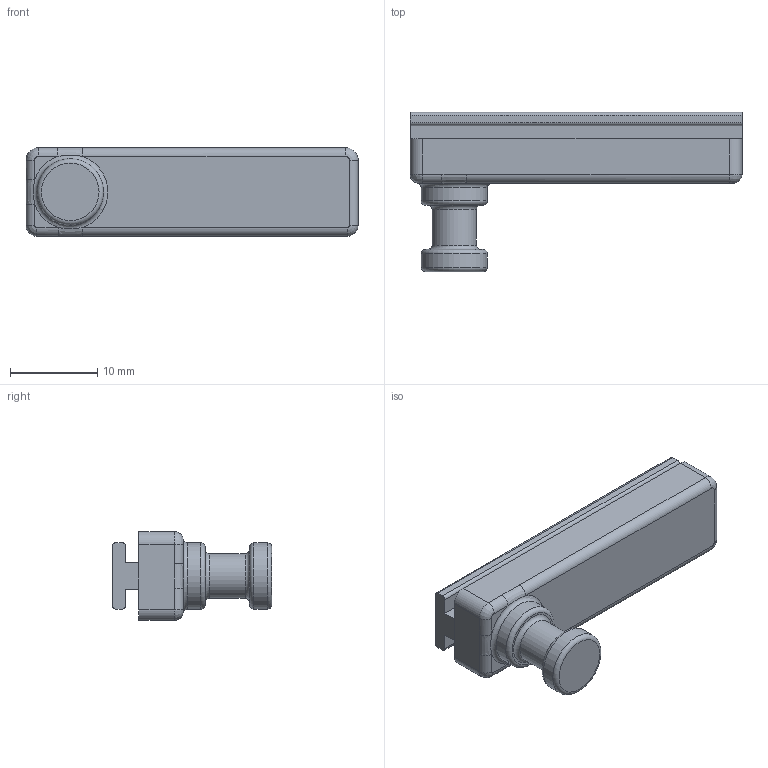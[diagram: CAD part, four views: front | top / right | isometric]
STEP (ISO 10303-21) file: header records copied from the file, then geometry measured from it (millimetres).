
FILE_DESCRIPTION(('FreeCAD Model'),'2;1');
FILE_NAME('L3_2.stp', '2018-01-31T18:50:55',('FreeCAD'),('FreeCAD'), 'Open CASCADE STEP processor 6.9','FreeCAD','Unknown');
FILE_SCHEMA(('AUTOMOTIVE_DESIGN { 1 0 10303 214 1 1 1 1 }'));
Length unit declared in the file: millimetre
Products named in the file (1): Open CASCADE STEP translator 6.9 1
Bounding box: 38.1 x 18.28 x 10.17 mm (x, y, z)
Volume: 2888.8 mm3; surface area: 2022.7 mm2
Topology: 1 solids, 1 shells, 54 faces, 126 edges, 76 vertices
Faces by surface type: plane 23, cylinder 18, torus 6, revolution 4, bspline 3
Full cylindrical faces by diameter (mm): 5.08 x1, 7.62 x2
Entity records: 3343 total; most frequent: CARTESIAN_POINT 820, DIRECTION 468, ORIENTED_EDGE 252, PCURVE 252, DEFINITIONAL_REPRESENTATION 252, LINE 246, VECTOR 246, EDGE_CURVE 126
